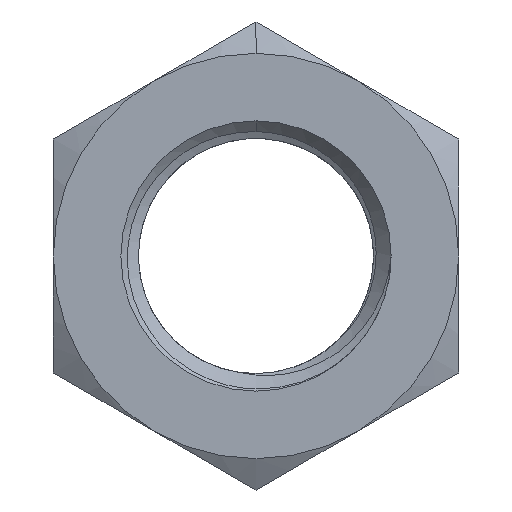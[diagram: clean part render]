
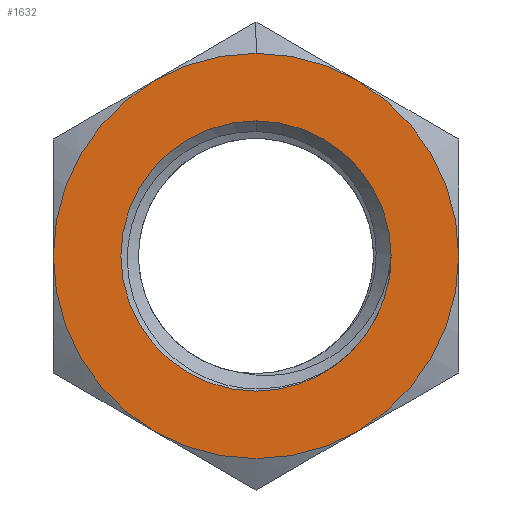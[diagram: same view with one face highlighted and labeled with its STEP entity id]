
A CAD part, front view. The second image highlights one B-rep face of the part: STEP entity #1632.
In plain terms, the highlighted planar face has unit normal (0, -1, 0).
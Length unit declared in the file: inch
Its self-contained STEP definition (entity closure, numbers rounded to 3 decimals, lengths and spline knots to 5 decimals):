
#30 = CARTESIAN_POINT ( 'NONE',  ( 0.375, -0.15625, 0. ) ) ;
#38 = DIRECTION ( 'NONE',  ( 0., -1., 0. ) ) ;
#46 = VERTEX_POINT ( 'NONE', #321 ) ;
#62 = DIRECTION ( 'NONE',  ( 0., -1., 0. ) ) ;
#66 = DIRECTION ( 'NONE',  ( 0., -1., 0. ) ) ;
#112 = AXIS2_PLACEMENT_3D ( 'NONE', #299, #506, #2186 ) ;
#140 = VERTEX_POINT ( 'NONE', #1876 ) ;
#209 = AXIS2_PLACEMENT_3D ( 'NONE', #967, #2013, #2617 ) ;
#271 = VERTEX_POINT ( 'NONE', #308 ) ;
#299 = CARTESIAN_POINT ( 'NONE',  ( 0., -0.15625, 0. ) ) ;
#306 = CIRCLE ( 'NONE', #2662, 0.375 ) ;
#308 = CARTESIAN_POINT ( 'NONE',  ( 0., -0.15625, 0.25 ) ) ;
#320 = EDGE_CURVE ( 'NONE', #1117, #1418, #680, .T. ) ;
#321 = CARTESIAN_POINT ( 'NONE',  ( -0.375, -0.15625, 0. ) ) ;
#344 = EDGE_CURVE ( 'NONE', #46, #2141, #2105, .T. ) ;
#364 = ORIENTED_EDGE ( 'NONE', *, *, #1955, .T. ) ;
#372 = ORIENTED_EDGE ( 'NONE', *, *, #1126, .T. ) ;
#403 = VERTEX_POINT ( 'NONE', #2454 ) ;
#417 = EDGE_CURVE ( 'NONE', #2344, #1878, #1168, .T. ) ;
#474 = DIRECTION ( 'NONE',  ( 0., 0., 1. ) ) ;
#483 = CARTESIAN_POINT ( 'NONE',  ( 0., -0.15625, 0. ) ) ;
#491 = DIRECTION ( 'NONE',  ( 0., 0., 1. ) ) ;
#496 = ORIENTED_EDGE ( 'NONE', *, *, #736, .T. ) ;
#506 = DIRECTION ( 'NONE',  ( 0., 1., 0. ) ) ;
#513 = DIRECTION ( 'NONE',  ( 0., 1., 0. ) ) ;
#548 = DIRECTION ( 'NONE',  ( 0., 1., 0. ) ) ;
#611 = AXIS2_PLACEMENT_3D ( 'NONE', #2401, #1378, #930 ) ;
#668 = CARTESIAN_POINT ( 'NONE',  ( -0.1875, -0.15625, -0.32476 ) ) ;
#680 = CIRCLE ( 'NONE', #2396, 0.25 ) ;
#695 = DIRECTION ( 'NONE',  ( 0., 0., 1. ) ) ;
#696 = DIRECTION ( 'NONE',  ( 0., 0., 1. ) ) ;
#709 = DIRECTION ( 'NONE',  ( 0., 0., 1. ) ) ;
#736 = EDGE_CURVE ( 'NONE', #1878, #46, #1490, .T. ) ;
#758 = CIRCLE ( 'NONE', #835, 0.25 ) ;
#766 = CARTESIAN_POINT ( 'NONE',  ( 0., -0.15625, 0. ) ) ;
#835 = AXIS2_PLACEMENT_3D ( 'NONE', #2193, #1563, #709 ) ;
#877 = EDGE_CURVE ( 'NONE', #2141, #140, #306, .T. ) ;
#886 = VERTEX_POINT ( 'NONE', #30 ) ;
#897 = DIRECTION ( 'NONE',  ( 0., 1., 0. ) ) ;
#901 = AXIS2_PLACEMENT_3D ( 'NONE', #1303, #2128, #1075 ) ;
#925 = AXIS2_PLACEMENT_3D ( 'NONE', #1332, #513, #491 ) ;
#930 = DIRECTION ( 'NONE',  ( 0., 0., 1. ) ) ;
#939 = ORIENTED_EDGE ( 'NONE', *, *, #1077, .T. ) ;
#961 = DIRECTION ( 'NONE',  ( 0., 0., 1. ) ) ;
#967 = CARTESIAN_POINT ( 'NONE',  ( 0., -0.15625, 0. ) ) ;
#970 = CARTESIAN_POINT ( 'NONE',  ( 0., -0.15625, 0. ) ) ;
#1073 = CARTESIAN_POINT ( 'NONE',  ( 0.25, -0.15625, 0. ) ) ;
#1075 = DIRECTION ( 'NONE',  ( 0., 0., 1. ) ) ;
#1076 = CARTESIAN_POINT ( 'NONE',  ( 0., -0.15625, 0. ) ) ;
#1077 = EDGE_CURVE ( 'NONE', #2603, #271, #2281, .T. ) ;
#1117 = VERTEX_POINT ( 'NONE', #1073 ) ;
#1126 = EDGE_CURVE ( 'NONE', #1418, #2603, #758, .T. ) ;
#1134 = CARTESIAN_POINT ( 'NONE',  ( 0., -0.15625, 0. ) ) ;
#1151 = EDGE_CURVE ( 'NONE', #403, #2344, #1749, .T. ) ;
#1168 = CIRCLE ( 'NONE', #209, 0.375 ) ;
#1172 = CARTESIAN_POINT ( 'NONE',  ( 0.17678, -0.15625, -0.17678 ) ) ;
#1195 = DIRECTION ( 'NONE',  ( 0., 0., 1. ) ) ;
#1234 = EDGE_CURVE ( 'NONE', #403, #886, #1815, .T. ) ;
#1246 = ORIENTED_EDGE ( 'NONE', *, *, #1234, .F. ) ;
#1287 = CARTESIAN_POINT ( 'NONE',  ( 0., -0.15625, 0. ) ) ;
#1303 = CARTESIAN_POINT ( 'NONE',  ( 0., -0.15625, 0. ) ) ;
#1332 = CARTESIAN_POINT ( 'NONE',  ( 0., -0.15625, 0. ) ) ;
#1354 = CARTESIAN_POINT ( 'NONE',  ( 0., -0.15625, 0.375 ) ) ;
#1378 = DIRECTION ( 'NONE',  ( 0., 1., 0. ) ) ;
#1416 = CIRCLE ( 'NONE', #901, 0.375 ) ;
#1418 = VERTEX_POINT ( 'NONE', #1172 ) ;
#1453 = ORIENTED_EDGE ( 'NONE', *, *, #877, .T. ) ;
#1456 = FACE_OUTER_BOUND ( 'NONE', #2208, .T. ) ;
#1490 = CIRCLE ( 'NONE', #2392, 0.375 ) ;
#1554 = PLANE ( 'NONE',  #611 ) ;
#1563 = DIRECTION ( 'NONE',  ( 0., 1., 0. ) ) ;
#1615 = CIRCLE ( 'NONE', #925, 0.25 ) ;
#1632 = ADVANCED_FACE ( 'NONE', ( #2474, #1456 ), #1554, .F. ) ;
#1749 = CIRCLE ( 'NONE', #2249, 0.375 ) ;
#1815 = CIRCLE ( 'NONE', #112, 0.375 ) ;
#1876 = CARTESIAN_POINT ( 'NONE',  ( 0.1875, -0.15625, -0.32476 ) ) ;
#1878 = VERTEX_POINT ( 'NONE', #2567 ) ;
#1915 = ORIENTED_EDGE ( 'NONE', *, *, #320, .T. ) ;
#1924 = ORIENTED_EDGE ( 'NONE', *, *, #417, .T. ) ;
#1951 = DIRECTION ( 'NONE',  ( 0., 0., 1. ) ) ;
#1955 = EDGE_CURVE ( 'NONE', #140, #886, #1416, .T. ) ;
#1999 = EDGE_LOOP ( 'NONE', ( #1915, #372, #939, #2106 ) ) ;
#2000 = ORIENTED_EDGE ( 'NONE', *, *, #344, .T. ) ;
#2013 = DIRECTION ( 'NONE',  ( 0., -1., 0. ) ) ;
#2066 = CARTESIAN_POINT ( 'NONE',  ( 0., -0.15625, -0.25 ) ) ;
#2090 = AXIS2_PLACEMENT_3D ( 'NONE', #970, #2670, #961 ) ;
#2105 = CIRCLE ( 'NONE', #2090, 0.375 ) ;
#2106 = ORIENTED_EDGE ( 'NONE', *, *, #2353, .T. ) ;
#2128 = DIRECTION ( 'NONE',  ( 0., -1., 0. ) ) ;
#2141 = VERTEX_POINT ( 'NONE', #668 ) ;
#2155 = AXIS2_PLACEMENT_3D ( 'NONE', #483, #897, #1951 ) ;
#2186 = DIRECTION ( 'NONE',  ( 0., 0., 1. ) ) ;
#2193 = CARTESIAN_POINT ( 'NONE',  ( 0., -0.15625, 0. ) ) ;
#2208 = EDGE_LOOP ( 'NONE', ( #2541, #1924, #496, #2000, #1453, #364, #1246 ) ) ;
#2249 = AXIS2_PLACEMENT_3D ( 'NONE', #1134, #66, #696 ) ;
#2281 = CIRCLE ( 'NONE', #2155, 0.25 ) ;
#2344 = VERTEX_POINT ( 'NONE', #1354 ) ;
#2353 = EDGE_CURVE ( 'NONE', #271, #1117, #1615, .T. ) ;
#2392 = AXIS2_PLACEMENT_3D ( 'NONE', #1076, #62, #474 ) ;
#2396 = AXIS2_PLACEMENT_3D ( 'NONE', #766, #548, #1195 ) ;
#2401 = CARTESIAN_POINT ( 'NONE',  ( -0.375, -0.15625, -0.21651 ) ) ;
#2454 = CARTESIAN_POINT ( 'NONE',  ( 0.1875, -0.15625, 0.32476 ) ) ;
#2474 = FACE_BOUND ( 'NONE', #1999, .T. ) ;
#2541 = ORIENTED_EDGE ( 'NONE', *, *, #1151, .T. ) ;
#2567 = CARTESIAN_POINT ( 'NONE',  ( -0.1875, -0.15625, 0.32476 ) ) ;
#2603 = VERTEX_POINT ( 'NONE', #2066 ) ;
#2617 = DIRECTION ( 'NONE',  ( 0., 0., 1. ) ) ;
#2662 = AXIS2_PLACEMENT_3D ( 'NONE', #1287, #38, #695 ) ;
#2670 = DIRECTION ( 'NONE',  ( 0., -1., 0. ) ) ;
